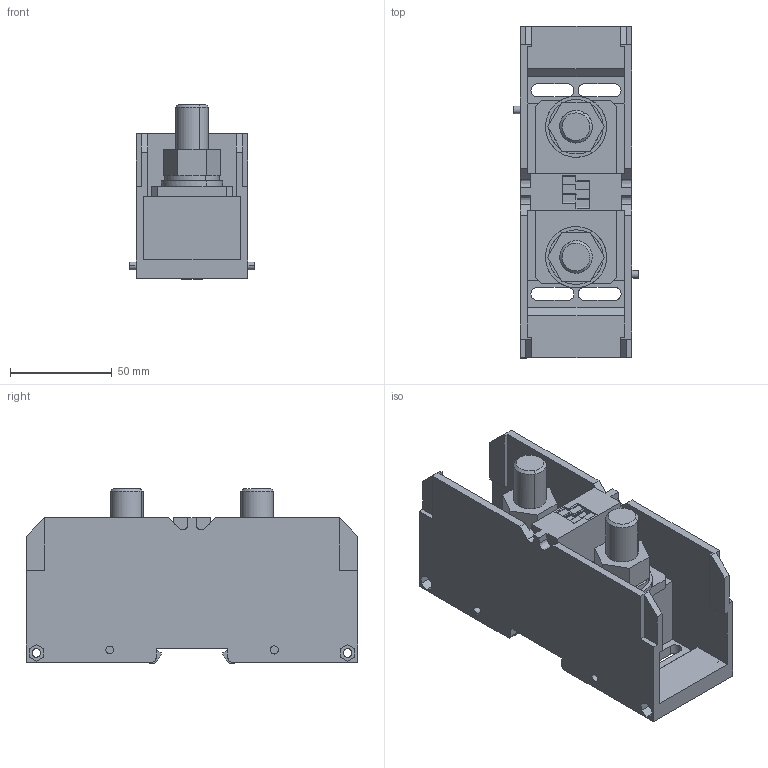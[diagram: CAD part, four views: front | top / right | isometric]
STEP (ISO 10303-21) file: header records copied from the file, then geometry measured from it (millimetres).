
FILE_DESCRIPTION(('CATIA V5 STEP Exchange','CAx-IF Rec.Pracs.--- Model Styling and Organization---1.5--- 2016-08-15','CAx-IF Rec.Pracs.---Supplemental Geometry---1.0---2011-11-01','CAx-IF Rec.Pracs.--- Composite Materials ---1.1---2010-07-15'),'2;1');
FILE_NAME ('D1447076_1', '2024-05-30T08:03:53+00:00', ('none'), ('Weidmueller'), 'CATIA Version 5-6 Release 2022 SP4 HF5', 'CATIA V5 STEP AP214 v3', 'none');
FILE_SCHEMA(('AUTOMOTIVE_DESIGN { 1 0 10303 214 1 1 1 1 }'));
Length unit declared in the file: millimetre
Products named in the file (1): 1028700000_WFF_300
Bounding box: 61.1 x 163 x 85.75 mm (x, y, z)
Volume: 330373.6 mm3; surface area: 72175.7 mm2
Topology: 1 solids, 1 shells, 277 faces, 766 edges, 504 vertices
Faces by surface type: plane 221, cylinder 48, extrusion 4, cone 4
Entity records: 8757 total; most frequent: CARTESIAN_POINT 1815, ORIENTED_EDGE 1532, DIRECTION 1083, EDGE_CURVE 766, VECTOR 634, LINE 630, VERTEX_POINT 504, EDGE_LOOP 302
